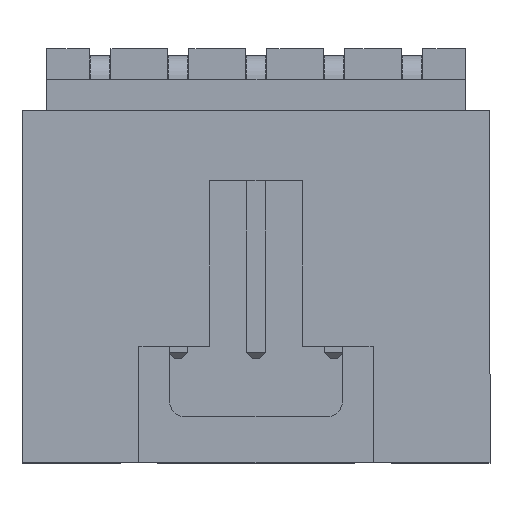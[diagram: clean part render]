
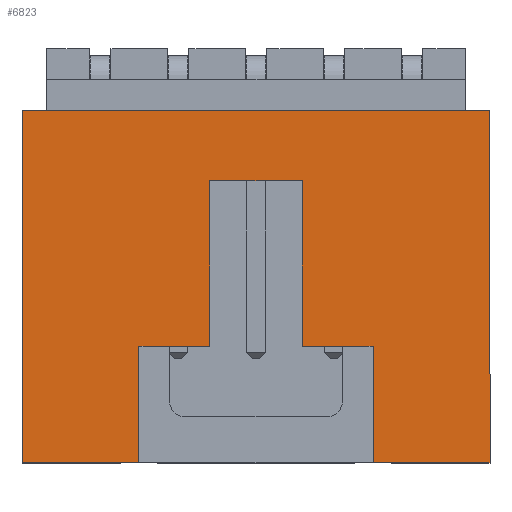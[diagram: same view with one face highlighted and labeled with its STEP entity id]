
A CAD part, top view. The second image highlights one B-rep face of the part: STEP entity #6823.
In plain terms, the highlighted planar face has unit normal (0, 0, 1).
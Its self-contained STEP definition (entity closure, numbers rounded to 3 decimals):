
#167 = VERTEX_POINT ( 'NONE', #6634 ) ;
#533 = CARTESIAN_POINT ( 'NONE',  ( 3.815, -9.15, 5.3 ) ) ;
#565 = VECTOR ( 'NONE', #5969, 1000. ) ;
#623 = ORIENTED_EDGE ( 'NONE', *, *, #4847, .T. ) ;
#750 = DIRECTION ( 'NONE',  ( -1., 0., 0. ) ) ;
#920 = ORIENTED_EDGE ( 'NONE', *, *, #2917, .T. ) ;
#937 = DIRECTION ( 'NONE',  ( 1., 0., 0. ) ) ;
#1049 = VERTEX_POINT ( 'NONE', #1328 ) ;
#1069 = VECTOR ( 'NONE', #4345, 1000. ) ;
#1127 = AXIS2_PLACEMENT_3D ( 'NONE', #5950, #2444, #5365 ) ;
#1136 = DIRECTION ( 'NONE',  ( 0., -1., 0. ) ) ;
#1227 = EDGE_CURVE ( 'NONE', #1049, #6773, #4381, .T. ) ;
#1267 = VERTEX_POINT ( 'NONE', #5699 ) ;
#1328 = CARTESIAN_POINT ( 'NONE',  ( 7.625, -12.95, 5.3 ) ) ;
#1355 = VERTEX_POINT ( 'NONE', #7120 ) ;
#1430 = ORIENTED_EDGE ( 'NONE', *, *, #1227, .T. ) ;
#1680 = EDGE_LOOP ( 'NONE', ( #6792, #3123, #2304, #2702, #4441, #2921, #7430, #3074, #6262, #1430, #1896, #623, #920, #2739 ) ) ;
#1723 = VECTOR ( 'NONE', #3667, 1000. ) ;
#1816 = LINE ( 'NONE', #2063, #6643 ) ;
#1818 = VERTEX_POINT ( 'NONE', #5498 ) ;
#1857 = EDGE_CURVE ( 'NONE', #167, #3916, #3366, .T. ) ;
#1875 = EDGE_CURVE ( 'NONE', #2039, #1355, #1816, .T. ) ;
#1896 = ORIENTED_EDGE ( 'NONE', *, *, #5449, .T. ) ;
#1904 = CARTESIAN_POINT ( 'NONE',  ( -1.5, 12.748, 5.3 ) ) ;
#2020 = VECTOR ( 'NONE', #6147, 1000. ) ;
#2039 = VERTEX_POINT ( 'NONE', #3399 ) ;
#2058 = LINE ( 'NONE', #533, #4177 ) ;
#2063 = CARTESIAN_POINT ( 'NONE',  ( 2.815, -9.15, 5.3 ) ) ;
#2148 = EDGE_CURVE ( 'NONE', #3268, #6273, #4269, .T. ) ;
#2174 = FACE_OUTER_BOUND ( 'NONE', #1680, .T. ) ;
#2266 = VERTEX_POINT ( 'NONE', #5026 ) ;
#2283 = CARTESIAN_POINT ( 'NONE',  ( 1.5, -3.75, 5.3 ) ) ;
#2304 = ORIENTED_EDGE ( 'NONE', *, *, #7068, .F. ) ;
#2328 = CARTESIAN_POINT ( 'NONE',  ( -3.815, -12.95, 5.3 ) ) ;
#2396 = EDGE_CURVE ( 'NONE', #1818, #4901, #2058, .T. ) ;
#2444 = DIRECTION ( 'NONE',  ( 0., 0., -1. ) ) ;
#2702 = ORIENTED_EDGE ( 'NONE', *, *, #1857, .T. ) ;
#2739 = ORIENTED_EDGE ( 'NONE', *, *, #2148, .F. ) ;
#2761 = CARTESIAN_POINT ( 'NONE',  ( 7.625, -1.45, 5.3 ) ) ;
#2917 = EDGE_CURVE ( 'NONE', #4810, #6273, #4248, .T. ) ;
#2921 = ORIENTED_EDGE ( 'NONE', *, *, #5590, .F. ) ;
#2961 = CARTESIAN_POINT ( 'NONE',  ( 3.815, -12.95, 5.3 ) ) ;
#3074 = ORIENTED_EDGE ( 'NONE', *, *, #2396, .T. ) ;
#3123 = ORIENTED_EDGE ( 'NONE', *, *, #1875, .F. ) ;
#3268 = VERTEX_POINT ( 'NONE', #4978 ) ;
#3366 = LINE ( 'NONE', #5589, #5915 ) ;
#3399 = CARTESIAN_POINT ( 'NONE',  ( -1.5, -9.15, 5.3 ) ) ;
#3609 = PLANE ( 'NONE',  #1127 ) ;
#3647 = VECTOR ( 'NONE', #7356, 1000. ) ;
#3667 = DIRECTION ( 'NONE',  ( 0., -1., 0. ) ) ;
#3696 = DIRECTION ( 'NONE',  ( 1., 0., 0. ) ) ;
#3916 = VERTEX_POINT ( 'NONE', #2283 ) ;
#4094 = VERTEX_POINT ( 'NONE', #6609 ) ;
#4177 = VECTOR ( 'NONE', #1136, 1000. ) ;
#4233 = VECTOR ( 'NONE', #750, 1000. ) ;
#4240 = CARTESIAN_POINT ( 'NONE',  ( -7.625, -1.45, 5.3 ) ) ;
#4248 = LINE ( 'NONE', #7271, #5608 ) ;
#4269 = LINE ( 'NONE', #7229, #1069 ) ;
#4303 = EDGE_CURVE ( 'NONE', #4094, #1818, #6761, .T. ) ;
#4345 = DIRECTION ( 'NONE',  ( 0., -1., 0. ) ) ;
#4381 = LINE ( 'NONE', #2761, #3647 ) ;
#4441 = ORIENTED_EDGE ( 'NONE', *, *, #5597, .T. ) ;
#4485 = CARTESIAN_POINT ( 'NONE',  ( 2.815, -9.15, 5.3 ) ) ;
#4679 = LINE ( 'NONE', #4240, #4233 ) ;
#4750 = CARTESIAN_POINT ( 'NONE',  ( -7.625, -12.95, 5.3 ) ) ;
#4810 = VERTEX_POINT ( 'NONE', #6922 ) ;
#4847 = EDGE_CURVE ( 'NONE', #2266, #4810, #6783, .T. ) ;
#4901 = VERTEX_POINT ( 'NONE', #2961 ) ;
#4978 = CARTESIAN_POINT ( 'NONE',  ( -3.815, -9.15, 5.3 ) ) ;
#5024 = DIRECTION ( 'NONE',  ( 0., -1., 0. ) ) ;
#5026 = CARTESIAN_POINT ( 'NONE',  ( -7.625, -1.45, 5.3 ) ) ;
#5048 = VECTOR ( 'NONE', #5634, 1000. ) ;
#5117 = EDGE_CURVE ( 'NONE', #3268, #1355, #6861, .T. ) ;
#5263 = LINE ( 'NONE', #1904, #1723 ) ;
#5365 = DIRECTION ( 'NONE',  ( -1., 0., 0. ) ) ;
#5449 = EDGE_CURVE ( 'NONE', #6773, #2266, #4679, .T. ) ;
#5498 = CARTESIAN_POINT ( 'NONE',  ( 3.815, -9.15, 5.3 ) ) ;
#5589 = CARTESIAN_POINT ( 'NONE',  ( 1.5, -3.75, 5.3 ) ) ;
#5590 = EDGE_CURVE ( 'NONE', #4094, #1267, #6675, .T. ) ;
#5597 = EDGE_CURVE ( 'NONE', #3916, #1267, #7034, .T. ) ;
#5608 = VECTOR ( 'NONE', #6063, 1000. ) ;
#5634 = DIRECTION ( 'NONE',  ( 1., 0., 0. ) ) ;
#5661 = CARTESIAN_POINT ( 'NONE',  ( 1.5, 12.748, 5.3 ) ) ;
#5699 = CARTESIAN_POINT ( 'NONE',  ( 1.5, -9.15, 5.3 ) ) ;
#5854 = EDGE_CURVE ( 'NONE', #4901, #1049, #6763, .T. ) ;
#5869 = VECTOR ( 'NONE', #6441, 1000. ) ;
#5915 = VECTOR ( 'NONE', #937, 1000. ) ;
#5950 = CARTESIAN_POINT ( 'NONE',  ( 0., 0., 5.3 ) ) ;
#5969 = DIRECTION ( 'NONE',  ( 1., 0., 0. ) ) ;
#6050 = CARTESIAN_POINT ( 'NONE',  ( 3.815, -9.15, 5.3 ) ) ;
#6063 = DIRECTION ( 'NONE',  ( 1., 0., 0. ) ) ;
#6147 = DIRECTION ( 'NONE',  ( -1., 0., 0. ) ) ;
#6238 = CARTESIAN_POINT ( 'NONE',  ( -2.815, -9.15, 5.3 ) ) ;
#6262 = ORIENTED_EDGE ( 'NONE', *, *, #5854, .T. ) ;
#6273 = VERTEX_POINT ( 'NONE', #2328 ) ;
#6441 = DIRECTION ( 'NONE',  ( 0., -1., 0. ) ) ;
#6539 = CARTESIAN_POINT ( 'NONE',  ( 7.625, -12.95, 5.3 ) ) ;
#6609 = CARTESIAN_POINT ( 'NONE',  ( 2.815, -9.15, 5.3 ) ) ;
#6634 = CARTESIAN_POINT ( 'NONE',  ( -1.5, -3.75, 5.3 ) ) ;
#6643 = VECTOR ( 'NONE', #6738, 1000. ) ;
#6675 = LINE ( 'NONE', #4485, #2020 ) ;
#6738 = DIRECTION ( 'NONE',  ( -1., 0., 0. ) ) ;
#6761 = LINE ( 'NONE', #6050, #565 ) ;
#6763 = LINE ( 'NONE', #6539, #7480 ) ;
#6771 = VECTOR ( 'NONE', #5024, 1000. ) ;
#6773 = VERTEX_POINT ( 'NONE', #6939 ) ;
#6783 = LINE ( 'NONE', #4750, #5869 ) ;
#6792 = ORIENTED_EDGE ( 'NONE', *, *, #5117, .T. ) ;
#6823 = ADVANCED_FACE ( 'NONE', ( #2174 ), #3609, .F. ) ;
#6861 = LINE ( 'NONE', #6238, #5048 ) ;
#6922 = CARTESIAN_POINT ( 'NONE',  ( -7.625, -12.95, 5.3 ) ) ;
#6939 = CARTESIAN_POINT ( 'NONE',  ( 7.625, -1.45, 5.3 ) ) ;
#7034 = LINE ( 'NONE', #5661, #6771 ) ;
#7068 = EDGE_CURVE ( 'NONE', #167, #2039, #5263, .T. ) ;
#7120 = CARTESIAN_POINT ( 'NONE',  ( -2.815, -9.15, 5.3 ) ) ;
#7229 = CARTESIAN_POINT ( 'NONE',  ( -3.815, -9.15, 5.3 ) ) ;
#7271 = CARTESIAN_POINT ( 'NONE',  ( 7.625, -12.95, 5.3 ) ) ;
#7356 = DIRECTION ( 'NONE',  ( 0., 1., 0. ) ) ;
#7430 = ORIENTED_EDGE ( 'NONE', *, *, #4303, .T. ) ;
#7480 = VECTOR ( 'NONE', #3696, 1000. ) ;
